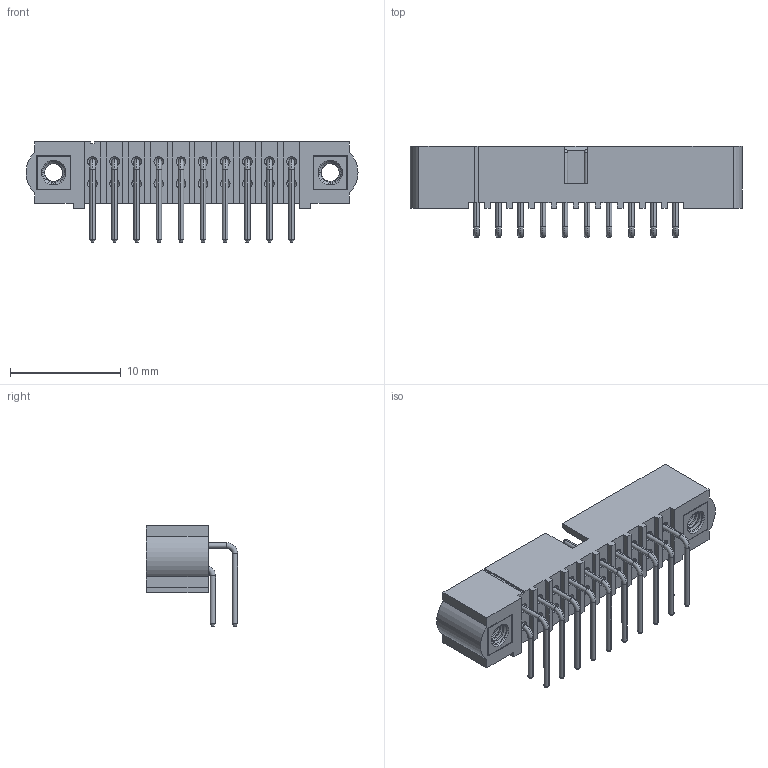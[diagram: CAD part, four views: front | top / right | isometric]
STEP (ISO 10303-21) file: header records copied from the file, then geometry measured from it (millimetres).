
FILE_DESCRIPTION((''),'2;1');
FILE_NAME('M80-5302022_ASM','2013-03-22T',('wbourne'),(''),'PRO/ENGINEER BY PARAMETRIC TECHNOLOGY CORPORATION, 2012230','PRO/ENGINEER BY PARAMETRIC TECHNOLOGY CORPORATION, 2012230','');
FILE_SCHEMA(('CONFIG_CONTROL_DESIGN'));
Length unit declared in the file: millimetre
Products named in the file (5): M80-2702098_SEPARATE_ROWS; M80-530XX22_SHORT_PIN; M80-530XX22_LONG_PIN; M80-210; M80-5302022_ASM
Assembly tree (23 placements, depth 2):
  M80-5302022_ASM
    M80-2702098_SEPARATE_ROWS
    M80-530XX22_SHORT_PIN  x10
    M80-530XX22_LONG_PIN  x10
    M80-210  x2
Bounding box: 30 x 8.25 x 9.05 mm (x, y, z)
Volume: 560.5 mm3; surface area: 1687 mm2
Topology: 23 solids, 25 shells, 837 faces, 1909 edges, 1146 vertices
Faces by surface type: plane 327, cylinder 230, cone 136, bspline 104, torus 40
Entity records: 15154 total; most frequent: CARTESIAN_POINT 5242, DIRECTION 1515, ORIENTED_EDGE 1490, PRESENTATION_STYLE_ASSIGNMENT 770, STYLED_ITEM 752, CURVE_STYLE 747, EDGE_CURVE 747, AXIS2_PLACEMENT_3D 548
